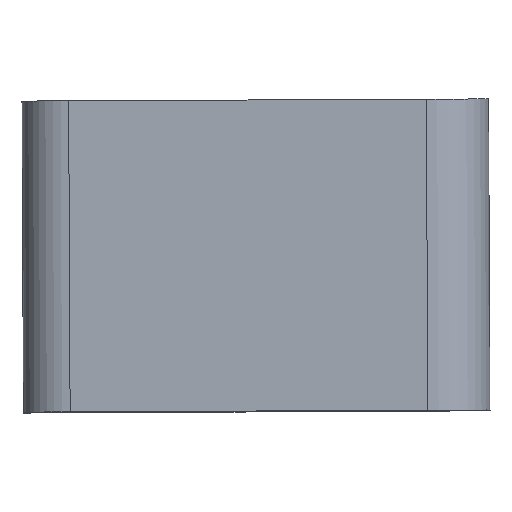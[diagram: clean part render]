
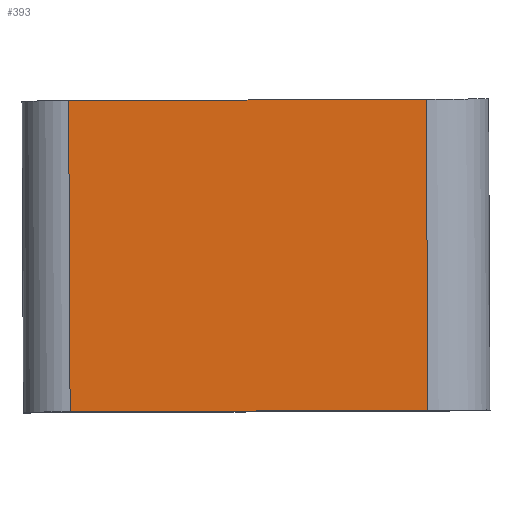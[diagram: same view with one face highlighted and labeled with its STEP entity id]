
A CAD part, top view. The second image highlights one B-rep face of the part: STEP entity #393.
In plain terms, the highlighted face is planar.
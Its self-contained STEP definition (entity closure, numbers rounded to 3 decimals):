
#152=ORIENTED_EDGE('',*,*,#208,.T.);
#153=ORIENTED_EDGE('',*,*,#209,.F.);
#154=ORIENTED_EDGE('',*,*,#202,.F.);
#155=ORIENTED_EDGE('',*,*,#206,.T.);
#202=EDGE_CURVE('',#242,#243,#280,.T.);
#206=EDGE_CURVE('',#242,#244,#281,.T.);
#208=EDGE_CURVE('',#244,#245,#282,.T.);
#209=EDGE_CURVE('',#243,#245,#283,.T.);
#242=VERTEX_POINT('',#656);
#243=VERTEX_POINT('',#657);
#244=VERTEX_POINT('',#662);
#245=VERTEX_POINT('',#666);
#280=LINE('',#655,#318);
#281=LINE('',#663,#319);
#282=LINE('',#667,#320);
#283=LINE('',#669,#321);
#318=VECTOR('',#538,1000.);
#319=VECTOR('',#547,1000.);
#320=VECTOR('',#552,1000.);
#321=VECTOR('',#555,1000.);
#341=EDGE_LOOP('',(#152,#153,#154,#155));
#361=FACE_BOUND('',#341,.T.);
#373=PLANE('',#444);
#393=ADVANCED_FACE('',(#361),#373,.T.);
#444=AXIS2_PLACEMENT_3D('',#670,#556,#557);
#538=DIRECTION('',(0.,0.,1.));
#547=DIRECTION('',(-1.,0.,0.));
#552=DIRECTION('',(0.,0.,1.));
#555=DIRECTION('',(-1.,0.,0.));
#556=DIRECTION('',(0.,1.,0.));
#557=DIRECTION('',(1.,0.,0.));
#655=CARTESIAN_POINT('',(2.7,3.5,-1.));
#656=CARTESIAN_POINT('',(2.7,3.5,-1.));
#657=CARTESIAN_POINT('',(2.7,3.5,1.));
#662=CARTESIAN_POINT('',(0.4,3.5,-1.));
#663=CARTESIAN_POINT('',(2.7,3.5,-1.));
#666=CARTESIAN_POINT('',(0.4,3.5,1.));
#667=CARTESIAN_POINT('',(0.4,3.5,-1.));
#669=CARTESIAN_POINT('',(2.7,3.5,1.));
#670=CARTESIAN_POINT('',(2.7,3.5,-1.));
